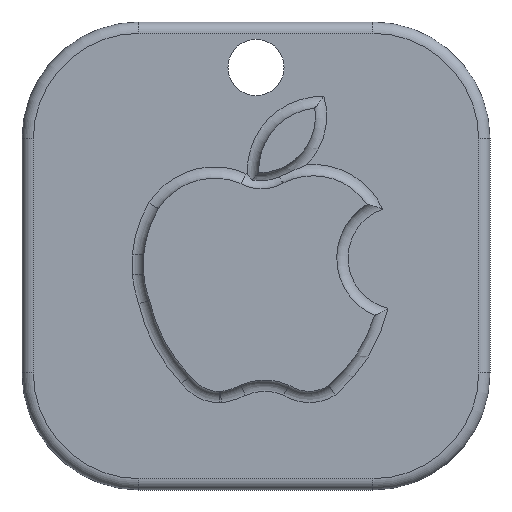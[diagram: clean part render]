
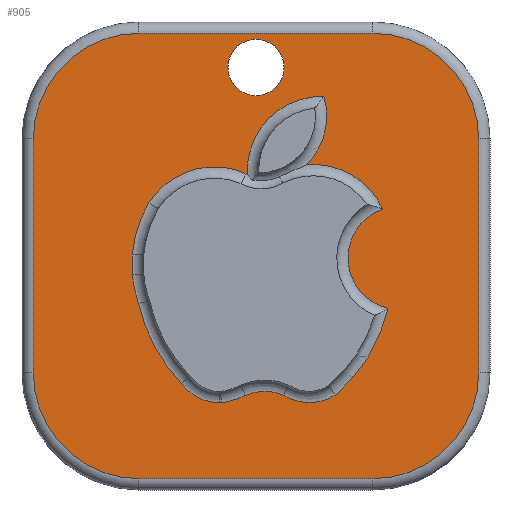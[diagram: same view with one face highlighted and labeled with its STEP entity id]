
A CAD part, front view. The second image highlights one B-rep face of the part: STEP entity #905.
In plain terms, the highlighted planar face has unit normal (0, -1, 0).
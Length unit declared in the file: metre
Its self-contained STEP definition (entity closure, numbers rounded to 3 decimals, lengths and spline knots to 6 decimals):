
#61=CIRCLE('',#988,0.001525);
#62=CIRCLE('',#989,0.003683);
#63=CIRCLE('',#990,0.00415);
#64=CIRCLE('',#991,0.002791);
#65=CIRCLE('',#992,0.008546);
#66=CIRCLE('',#993,0.002647);
#67=CIRCLE('',#994,0.002529);
#68=CIRCLE('',#995,0.004811);
#69=CIRCLE('',#996,0.002587);
#70=CIRCLE('',#997,0.00918);
#71=CIRCLE('',#998,0.006538);
#72=CIRCLE('',#999,0.006538);
#73=CIRCLE('',#1000,0.004239);
#74=CIRCLE('',#1001,0.00175);
#75=CIRCLE('',#1002,0.004039);
#76=CIRCLE('',#1003,0.005737);
#77=CIRCLE('',#1004,0.005737);
#78=CIRCLE('',#1005,0.005737);
#79=CIRCLE('',#1006,0.005737);
#190=ORIENTED_EDGE('',*,*,#464,.F.);
#191=ORIENTED_EDGE('',*,*,#465,.T.);
#192=ORIENTED_EDGE('',*,*,#466,.T.);
#193=ORIENTED_EDGE('',*,*,#467,.T.);
#194=ORIENTED_EDGE('',*,*,#468,.T.);
#195=ORIENTED_EDGE('',*,*,#469,.T.);
#196=ORIENTED_EDGE('',*,*,#470,.T.);
#197=ORIENTED_EDGE('',*,*,#471,.T.);
#198=ORIENTED_EDGE('',*,*,#472,.T.);
#199=ORIENTED_EDGE('',*,*,#473,.T.);
#200=ORIENTED_EDGE('',*,*,#474,.T.);
#201=ORIENTED_EDGE('',*,*,#475,.T.);
#202=ORIENTED_EDGE('',*,*,#476,.T.);
#203=ORIENTED_EDGE('',*,*,#477,.T.);
#204=ORIENTED_EDGE('',*,*,#478,.T.);
#205=ORIENTED_EDGE('',*,*,#479,.T.);
#206=ORIENTED_EDGE('',*,*,#480,.T.);
#207=ORIENTED_EDGE('',*,*,#481,.T.);
#208=ORIENTED_EDGE('',*,*,#482,.T.);
#209=ORIENTED_EDGE('',*,*,#483,.T.);
#210=ORIENTED_EDGE('',*,*,#484,.T.);
#211=ORIENTED_EDGE('',*,*,#485,.T.);
#212=ORIENTED_EDGE('',*,*,#486,.T.);
#213=ORIENTED_EDGE('',*,*,#487,.T.);
#214=ORIENTED_EDGE('',*,*,#488,.T.);
#464=EDGE_CURVE('',#597,#597,#61,.T.);
#465=EDGE_CURVE('',#598,#599,#62,.F.);
#466=EDGE_CURVE('',#599,#600,#63,.F.);
#467=EDGE_CURVE('',#600,#601,#64,.T.);
#468=EDGE_CURVE('',#601,#602,#65,.F.);
#469=EDGE_CURVE('',#602,#603,#66,.F.);
#470=EDGE_CURVE('',#603,#604,#67,.T.);
#471=EDGE_CURVE('',#604,#605,#68,.F.);
#472=EDGE_CURVE('',#605,#606,#681,.F.);
#473=EDGE_CURVE('',#606,#607,#69,.F.);
#474=EDGE_CURVE('',#607,#608,#70,.F.);
#475=EDGE_CURVE('',#608,#609,#71,.F.);
#476=EDGE_CURVE('',#609,#610,#682,.F.);
#477=EDGE_CURVE('',#610,#611,#72,.F.);
#478=EDGE_CURVE('',#611,#612,#73,.F.);
#479=EDGE_CURVE('',#612,#613,#74,.T.);
#480=EDGE_CURVE('',#613,#598,#75,.F.);
#481=EDGE_CURVE('',#614,#615,#683,.F.);
#482=EDGE_CURVE('',#615,#616,#76,.T.);
#483=EDGE_CURVE('',#616,#617,#684,.T.);
#484=EDGE_CURVE('',#617,#618,#77,.T.);
#485=EDGE_CURVE('',#618,#619,#685,.T.);
#486=EDGE_CURVE('',#619,#620,#78,.T.);
#487=EDGE_CURVE('',#620,#621,#686,.F.);
#488=EDGE_CURVE('',#621,#614,#79,.T.);
#597=VERTEX_POINT('',#1481);
#598=VERTEX_POINT('',#1483);
#599=VERTEX_POINT('',#1484);
#600=VERTEX_POINT('',#1486);
#601=VERTEX_POINT('',#1488);
#602=VERTEX_POINT('',#1490);
#603=VERTEX_POINT('',#1492);
#604=VERTEX_POINT('',#1494);
#605=VERTEX_POINT('',#1496);
#606=VERTEX_POINT('',#1498);
#607=VERTEX_POINT('',#1500);
#608=VERTEX_POINT('',#1502);
#609=VERTEX_POINT('',#1504);
#610=VERTEX_POINT('',#1506);
#611=VERTEX_POINT('',#1508);
#612=VERTEX_POINT('',#1510);
#613=VERTEX_POINT('',#1512);
#614=VERTEX_POINT('',#1515);
#615=VERTEX_POINT('',#1516);
#616=VERTEX_POINT('',#1518);
#617=VERTEX_POINT('',#1520);
#618=VERTEX_POINT('',#1522);
#619=VERTEX_POINT('',#1524);
#620=VERTEX_POINT('',#1526);
#621=VERTEX_POINT('',#1528);
#681=LINE('',#1497,#727);
#682=LINE('',#1505,#728);
#683=LINE('',#1514,#729);
#684=LINE('',#1519,#730);
#685=LINE('',#1523,#731);
#686=LINE('',#1527,#732);
#727=VECTOR('',#1176,1.);
#728=VECTOR('',#1183,1.);
#729=VECTOR('',#1192,1.);
#730=VECTOR('',#1195,1.);
#731=VECTOR('',#1198,1.);
#732=VECTOR('',#1201,1.);
#765=EDGE_LOOP('',(#190));
#766=EDGE_LOOP('',(#191,#192,#193,#194,#195,#196,#197,#198,#199,#200,#201,
#202,#203,#204,#205,#206));
#767=EDGE_LOOP('',(#207,#208,#209,#210,#211,#212,#213,#214));
#830=FACE_BOUND('',#765,.T.);
#831=FACE_BOUND('',#766,.T.);
#832=FACE_BOUND('',#767,.T.);
#891=PLANE('',#987);
#905=ADVANCED_FACE('',(#830,#831,#832),#891,.T.);
#987=AXIS2_PLACEMENT_3D('',#1479,#1158,#1159);
#988=AXIS2_PLACEMENT_3D('',#1480,#1160,#1161);
#989=AXIS2_PLACEMENT_3D('',#1482,#1162,#1163);
#990=AXIS2_PLACEMENT_3D('',#1485,#1164,#1165);
#991=AXIS2_PLACEMENT_3D('',#1487,#1166,#1167);
#992=AXIS2_PLACEMENT_3D('',#1489,#1168,#1169);
#993=AXIS2_PLACEMENT_3D('',#1491,#1170,#1171);
#994=AXIS2_PLACEMENT_3D('',#1493,#1172,#1173);
#995=AXIS2_PLACEMENT_3D('',#1495,#1174,#1175);
#996=AXIS2_PLACEMENT_3D('',#1499,#1177,#1178);
#997=AXIS2_PLACEMENT_3D('',#1501,#1179,#1180);
#998=AXIS2_PLACEMENT_3D('',#1503,#1181,#1182);
#999=AXIS2_PLACEMENT_3D('',#1507,#1184,#1185);
#1000=AXIS2_PLACEMENT_3D('',#1509,#1186,#1187);
#1001=AXIS2_PLACEMENT_3D('',#1511,#1188,#1189);
#1002=AXIS2_PLACEMENT_3D('',#1513,#1190,#1191);
#1003=AXIS2_PLACEMENT_3D('',#1517,#1193,#1194);
#1004=AXIS2_PLACEMENT_3D('',#1521,#1196,#1197);
#1005=AXIS2_PLACEMENT_3D('',#1525,#1199,#1200);
#1006=AXIS2_PLACEMENT_3D('',#1529,#1202,#1203);
#1158=DIRECTION('',(0.,-1.,0.));
#1159=DIRECTION('',(1.,0.,0.));
#1160=DIRECTION('',(0.,-1.,0.));
#1161=DIRECTION('',(0.,0.,-1.));
#1162=DIRECTION('',(0.,-1.,0.));
#1163=DIRECTION('',(0.,0.,-1.));
#1164=DIRECTION('',(0.,-1.,0.));
#1165=DIRECTION('',(0.,0.,-1.));
#1166=DIRECTION('',(0.,-1.,0.));
#1167=DIRECTION('',(0.,0.,-1.));
#1168=DIRECTION('',(0.,-1.,0.));
#1169=DIRECTION('',(0.,0.,-1.));
#1170=DIRECTION('',(0.,-1.,0.));
#1171=DIRECTION('',(0.,0.,-1.));
#1172=DIRECTION('',(0.,-1.,0.));
#1173=DIRECTION('',(0.,0.,-1.));
#1174=DIRECTION('',(0.,-1.,0.));
#1175=DIRECTION('',(0.,0.,-1.));
#1176=DIRECTION('',(1.,0.,0.));
#1177=DIRECTION('',(0.,-1.,0.));
#1178=DIRECTION('',(0.,0.,-1.));
#1179=DIRECTION('',(0.,-1.,0.));
#1180=DIRECTION('',(0.,0.,-1.));
#1181=DIRECTION('',(0.,-1.,0.));
#1182=DIRECTION('',(0.,0.,-1.));
#1183=DIRECTION('',(0.,0.,-1.));
#1184=DIRECTION('',(0.,-1.,0.));
#1185=DIRECTION('',(0.,0.,-1.));
#1186=DIRECTION('',(0.,-1.,0.));
#1187=DIRECTION('',(0.,0.,-1.));
#1188=DIRECTION('',(0.,-1.,0.));
#1189=DIRECTION('',(0.,0.,-1.));
#1190=DIRECTION('',(0.,-1.,0.));
#1191=DIRECTION('',(0.,0.,-1.));
#1192=DIRECTION('',(1.,0.,0.));
#1193=DIRECTION('',(0.,-1.,0.));
#1194=DIRECTION('',(0.,0.,-1.));
#1195=DIRECTION('',(0.,0.,-1.));
#1196=DIRECTION('',(0.,-1.,0.));
#1197=DIRECTION('',(0.,0.,-1.));
#1198=DIRECTION('',(1.,0.,0.));
#1199=DIRECTION('',(0.,-1.,0.));
#1200=DIRECTION('',(0.,0.,-1.));
#1201=DIRECTION('',(0.,0.,-1.));
#1202=DIRECTION('',(0.,-1.,0.));
#1203=DIRECTION('',(0.,0.,-1.));
#1479=CARTESIAN_POINT('',(0.,-0.005,0.));
#1480=CARTESIAN_POINT('',(0.,-0.005,0.010233));
#1481=CARTESIAN_POINT('',(0.,-0.005,0.008708));
#1482=CARTESIAN_POINT('',(0.000157,-0.005,0.007584));
#1483=CARTESIAN_POINT('',(0.003679,-0.005,0.00866));
#1484=CARTESIAN_POINT('',(0.002732,-0.005,0.004952));
#1485=CARTESIAN_POINT('',(0.003104,-0.005,0.000818));
#1486=CARTESIAN_POINT('',(0.006882,-0.005,0.002535));
#1487=CARTESIAN_POINT('',(0.007786,-0.005,-0.000106));
#1488=CARTESIAN_POINT('',(0.007164,-0.005,-0.002827));
#1489=CARTESIAN_POINT('',(-0.001183,-0.005,-0.000995));
#1490=CARTESIAN_POINT('',(0.004302,-0.005,-0.007548));
#1491=CARTESIAN_POINT('',(0.002892,-0.005,-0.005307));
#1492=CARTESIAN_POINT('',(0.001499,-0.005,-0.007558));
#1493=CARTESIAN_POINT('',(0.000479,-0.005,-0.009872));
#1494=CARTESIAN_POINT('',(-0.000574,-0.005,-0.007573));
#1495=CARTESIAN_POINT('',(-0.002617,-0.005,-0.003217));
#1496=CARTESIAN_POINT('',(-0.001879,-0.005,-0.007971));
#1497=CARTESIAN_POINT('',(0.,-0.005,-0.007971));
#1498=CARTESIAN_POINT('',(-0.00199,-0.005,-0.007971));
#1499=CARTESIAN_POINT('',(-0.001957,-0.005,-0.005384));
#1500=CARTESIAN_POINT('',(-0.004033,-0.005,-0.006929));
#1501=CARTESIAN_POINT('',(0.002584,-0.005,-0.000566));
#1502=CARTESIAN_POINT('',(-0.006372,-0.005,-0.00258));
#1503=CARTESIAN_POINT('',(-0.000192,-0.005,-0.000447));
#1504=CARTESIAN_POINT('',(-0.006706,-0.005,-0.001004));
#1505=CARTESIAN_POINT('',(-0.006706,-0.005,0.));
#1506=CARTESIAN_POINT('',(-0.006706,-0.005,0.00011));
#1507=CARTESIAN_POINT('',(-0.000192,-0.005,-0.000447));
#1508=CARTESIAN_POINT('',(-0.00582,-0.005,0.00288));
#1509=CARTESIAN_POINT('',(-0.002247,-0.005,0.000598));
#1510=CARTESIAN_POINT('',(-0.000541,-0.005,0.004479));
#1511=CARTESIAN_POINT('',(0.000304,-0.005,0.006012));
#1512=CARTESIAN_POINT('',(-0.000468,-0.005,0.004441));
#1513=CARTESIAN_POINT('',(0.003567,-0.005,0.004623));
#1514=CARTESIAN_POINT('',(0.,-0.005,0.012087));
#1515=CARTESIAN_POINT('',(0.00635,-0.005,0.012087));
#1516=CARTESIAN_POINT('',(-0.00635,-0.005,0.012087));
#1517=CARTESIAN_POINT('',(-0.00635,-0.005,0.00635));
#1518=CARTESIAN_POINT('',(-0.012087,-0.005,0.00635));
#1519=CARTESIAN_POINT('',(-0.012087,-0.005,-0.00635));
#1520=CARTESIAN_POINT('',(-0.012087,-0.005,-0.00635));
#1521=CARTESIAN_POINT('',(-0.00635,-0.005,-0.00635));
#1522=CARTESIAN_POINT('',(-0.00635,-0.005,-0.012087));
#1523=CARTESIAN_POINT('',(0.00635,-0.005,-0.012087));
#1524=CARTESIAN_POINT('',(0.00635,-0.005,-0.012087));
#1525=CARTESIAN_POINT('',(0.00635,-0.005,-0.00635));
#1526=CARTESIAN_POINT('',(0.012087,-0.005,-0.00635));
#1527=CARTESIAN_POINT('',(0.012087,-0.005,0.));
#1528=CARTESIAN_POINT('',(0.012087,-0.005,0.00635));
#1529=CARTESIAN_POINT('',(0.00635,-0.005,0.00635));
